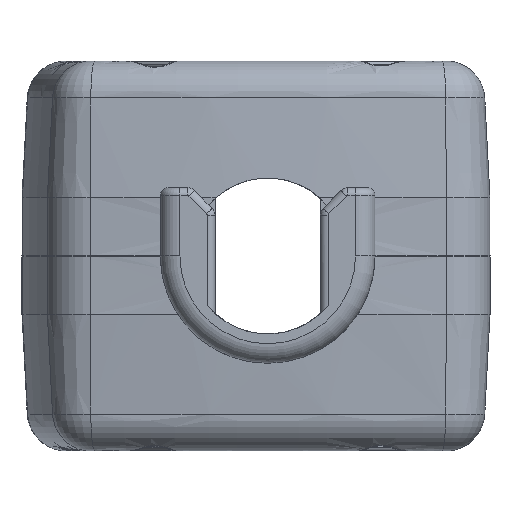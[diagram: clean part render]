
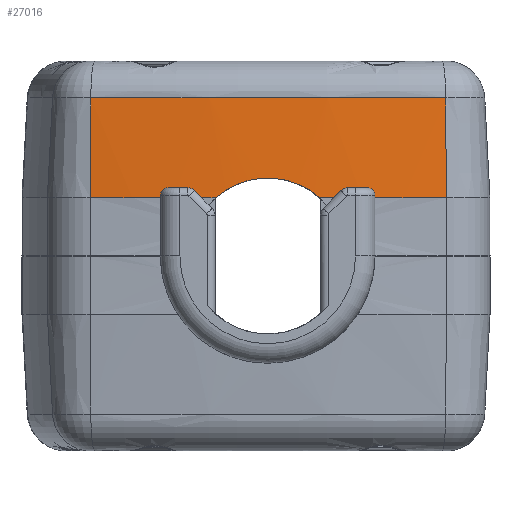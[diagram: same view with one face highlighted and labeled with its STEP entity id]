
A CAD part, left-side view. The second image highlights one B-rep face of the part: STEP entity #27016.
In plain terms, the highlighted conical face has half-angle 3 degrees and reference radius 90 mm.
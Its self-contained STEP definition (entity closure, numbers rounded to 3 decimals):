
#72=CONICAL_SURFACE('',#28737,90.,0.052);
#593=B_SPLINE_CURVE_WITH_KNOTS('',3,(#44966,#44967,#44968,#44969,#44970),
 .UNSPECIFIED.,.F.,.F.,(4,1,4),(0.,0.003,
0.006),.UNSPECIFIED.);
#1494=LINE('',#38251,#4400);
#2103=LINE('',#41196,#5009);
#4400=VECTOR('',#30452,1000.);
#5009=VECTOR('',#31687,1000.);
#11262=ORIENTED_EDGE('',*,*,#15506,.T.);
#11263=ORIENTED_EDGE('',*,*,#17410,.T.);
#11264=ORIENTED_EDGE('',*,*,#17412,.T.);
#11265=ORIENTED_EDGE('',*,*,#17413,.F.);
#11266=ORIENTED_EDGE('',*,*,#16332,.T.);
#11267=ORIENTED_EDGE('',*,*,#16693,.F.);
#15506=EDGE_CURVE('',#19441,#19440,#1494,.T.);
#16332=EDGE_CURVE('',#20028,#19999,#2103,.T.);
#16693=EDGE_CURVE('',#19441,#19999,#21816,.T.);
#17410=EDGE_CURVE('',#19440,#20618,#21870,.T.);
#17412=EDGE_CURVE('',#20618,#20619,#593,.T.);
#17413=EDGE_CURVE('',#20028,#20619,#21871,.T.);
#19440=VERTEX_POINT('',#38250);
#19441=VERTEX_POINT('',#38252);
#19999=VERTEX_POINT('',#41098);
#20028=VERTEX_POINT('',#41197);
#20618=VERTEX_POINT('',#44960);
#20619=VERTEX_POINT('',#44971);
#21816=CIRCLE('',#28413,89.732);
#21870=CIRCLE('',#28736,90.);
#21871=CIRCLE('',#28738,90.);
#23029=EDGE_LOOP('',(#11262,#11263,#11264,#11265,#11266,#11267));
#24567=FACE_BOUND('',#23029,.T.);
#27016=ADVANCED_FACE('',(#24567),#72,.T.);
#28413=AXIS2_PLACEMENT_3D('',#42751,#32291,#32292);
#28736=AXIS2_PLACEMENT_3D('',#44959,#33561,#33562);
#28737=AXIS2_PLACEMENT_3D('',#44965,#33563,#33564);
#28738=AXIS2_PLACEMENT_3D('',#44972,#33565,#33566);
#30452=DIRECTION('',(-0.052,0.005,-0.999));
#31687=DIRECTION('',(0.052,0.005,0.999));
#32291=DIRECTION('',(0.,0.,1.));
#32292=DIRECTION('',(0.,1.,0.));
#33561=DIRECTION('',(0.,0.,1.));
#33562=DIRECTION('',(0.,1.,0.));
#33563=DIRECTION('',(0.,0.,-1.));
#33564=DIRECTION('',(0.,1.,0.));
#33565=DIRECTION('',(0.,0.,-1.));
#33566=DIRECTION('',(0.,-1.,0.));
#38250=CARTESIAN_POINT('',(-17.549,21.997,3.));
#38251=CARTESIAN_POINT('',(-17.549,21.997,3.));
#38252=CARTESIAN_POINT('',(-17.283,21.97,8.105));
#41098=CARTESIAN_POINT('',(-17.257,3.77,8.105));
#41196=CARTESIAN_POINT('',(-17.523,3.743,3.));
#41197=CARTESIAN_POINT('',(-17.523,3.743,3.));
#42751=CARTESIAN_POINT('',(72.,13.,8.105));
#44959=CARTESIAN_POINT('',(72.,13.,3.));
#44960=CARTESIAN_POINT('',(-17.964,15.546,3.));
#44965=CARTESIAN_POINT('',(72.,13.,3.));
#44966=CARTESIAN_POINT('',(-17.964,15.546,3.));
#44967=CARTESIAN_POINT('',(-17.951,14.817,3.643));
#44968=CARTESIAN_POINT('',(-17.946,12.901,4.357));
#44969=CARTESIAN_POINT('',(-17.947,10.983,3.643));
#44970=CARTESIAN_POINT('',(-17.958,10.254,3.));
#44971=CARTESIAN_POINT('',(-17.958,10.254,3.));
#44972=CARTESIAN_POINT('',(72.,13.,3.));
